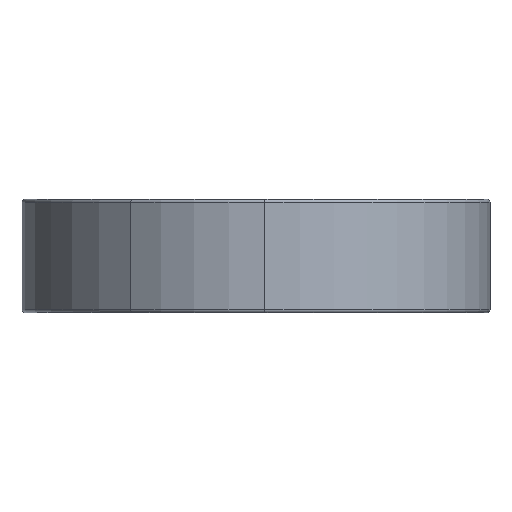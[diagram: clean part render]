
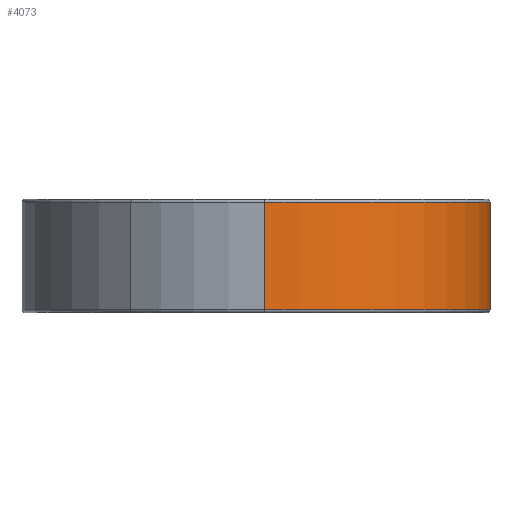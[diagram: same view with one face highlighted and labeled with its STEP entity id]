
A CAD part, front view. The second image highlights one B-rep face of the part: STEP entity #4073.
In plain terms, the highlighted cylindrical face has radius 39.402 mm (diameter 78.804 mm), a partial arc.
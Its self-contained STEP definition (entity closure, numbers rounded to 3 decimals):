
#28 = VERTEX_POINT ( 'NONE', #1580 ) ;
#30 = DIRECTION ( 'NONE',  ( 1., 0., 0. ) ) ;
#50 = DIRECTION ( 'NONE',  ( 0., 0., 1. ) ) ;
#170 = CARTESIAN_POINT ( 'NONE',  ( 39.523, 43.043, 10. ) ) ;
#444 = DIRECTION ( 'NONE',  ( 0., 0., -1. ) ) ;
#520 = CARTESIAN_POINT ( 'NONE',  ( 39.523, 43.043, -9.5 ) ) ;
#627 = EDGE_CURVE ( 'NONE', #4211, #1623, #862, .T. ) ;
#751 = CIRCLE ( 'NONE', #829, 39.402 ) ;
#829 = AXIS2_PLACEMENT_3D ( 'NONE', #2989, #2557, #3630 ) ;
#836 = EDGE_CURVE ( 'NONE', #4358, #3143, #3268, .T. ) ;
#862 = CIRCLE ( 'NONE', #1442, 39.402 ) ;
#1027 = DIRECTION ( 'NONE',  ( 1., 0., 0. ) ) ;
#1173 = EDGE_CURVE ( 'NONE', #28, #4211, #2002, .T. ) ;
#1442 = AXIS2_PLACEMENT_3D ( 'NONE', #2752, #4105, #1027 ) ;
#1489 = DIRECTION ( 'NONE',  ( -1., 0., 0. ) ) ;
#1498 = ORIENTED_EDGE ( 'NONE', *, *, #836, .F. ) ;
#1504 = DIRECTION ( 'NONE',  ( 0., 0., -1. ) ) ;
#1575 = CARTESIAN_POINT ( 'NONE',  ( 0., 0., -9.5 ) ) ;
#1580 = CARTESIAN_POINT ( 'NONE',  ( 0., 0., 9.5 ) ) ;
#1623 = VERTEX_POINT ( 'NONE', #2922 ) ;
#1705 = EDGE_CURVE ( 'NONE', #4358, #1946, #751, .T. ) ;
#1726 = EDGE_CURVE ( 'NONE', #1623, #3143, #3574, .T. ) ;
#1808 = VECTOR ( 'NONE', #3580, 1000. ) ;
#1848 = CARTESIAN_POINT ( 'NONE',  ( 39.691, 39.401, 9.5 ) ) ;
#1946 = VERTEX_POINT ( 'NONE', #1848 ) ;
#2002 = LINE ( 'NONE', #3402, #4129 ) ;
#2165 = CYLINDRICAL_SURFACE ( 'NONE', #2386, 39.402 ) ;
#2374 = EDGE_CURVE ( 'NONE', #1946, #28, #3434, .T. ) ;
#2386 = AXIS2_PLACEMENT_3D ( 'NONE', #3542, #444, #1489 ) ;
#2495 = ORIENTED_EDGE ( 'NONE', *, *, #1705, .T. ) ;
#2557 = DIRECTION ( 'NONE',  ( 0., 0., -1. ) ) ;
#2752 = CARTESIAN_POINT ( 'NONE',  ( 0.289, 39.401, -9.5 ) ) ;
#2922 = CARTESIAN_POINT ( 'NONE',  ( 39.691, 39.401, -9.5 ) ) ;
#2961 = ORIENTED_EDGE ( 'NONE', *, *, #1726, .T. ) ;
#2983 = ORIENTED_EDGE ( 'NONE', *, *, #627, .T. ) ;
#2989 = CARTESIAN_POINT ( 'NONE',  ( 0.289, 39.401, 9.5 ) ) ;
#3069 = AXIS2_PLACEMENT_3D ( 'NONE', #3586, #1504, #3562 ) ;
#3072 = EDGE_LOOP ( 'NONE', ( #4430, #2983, #2961, #1498, #2495, #4294 ) ) ;
#3143 = VERTEX_POINT ( 'NONE', #520 ) ;
#3268 = LINE ( 'NONE', #170, #1808 ) ;
#3378 = DIRECTION ( 'NONE',  ( 0., 0., -1. ) ) ;
#3402 = CARTESIAN_POINT ( 'NONE',  ( 0., 0., 10. ) ) ;
#3434 = CIRCLE ( 'NONE', #3069, 39.402 ) ;
#3542 = CARTESIAN_POINT ( 'NONE',  ( 0.289, 39.401, 10. ) ) ;
#3562 = DIRECTION ( 'NONE',  ( 1., 0., 0. ) ) ;
#3574 = CIRCLE ( 'NONE', #3790, 39.402 ) ;
#3580 = DIRECTION ( 'NONE',  ( 0., 0., -1. ) ) ;
#3586 = CARTESIAN_POINT ( 'NONE',  ( 0.289, 39.401, 9.5 ) ) ;
#3630 = DIRECTION ( 'NONE',  ( 1., 0., 0. ) ) ;
#3790 = AXIS2_PLACEMENT_3D ( 'NONE', #4161, #50, #30 ) ;
#3884 = FACE_OUTER_BOUND ( 'NONE', #3072, .T. ) ;
#3923 = CARTESIAN_POINT ( 'NONE',  ( 39.523, 43.043, 9.5 ) ) ;
#4073 = ADVANCED_FACE ( 'NONE', ( #3884 ), #2165, .T. ) ;
#4105 = DIRECTION ( 'NONE',  ( 0., 0., 1. ) ) ;
#4129 = VECTOR ( 'NONE', #3378, 1000. ) ;
#4161 = CARTESIAN_POINT ( 'NONE',  ( 0.289, 39.401, -9.5 ) ) ;
#4211 = VERTEX_POINT ( 'NONE', #1575 ) ;
#4294 = ORIENTED_EDGE ( 'NONE', *, *, #2374, .T. ) ;
#4358 = VERTEX_POINT ( 'NONE', #3923 ) ;
#4430 = ORIENTED_EDGE ( 'NONE', *, *, #1173, .T. ) ;
